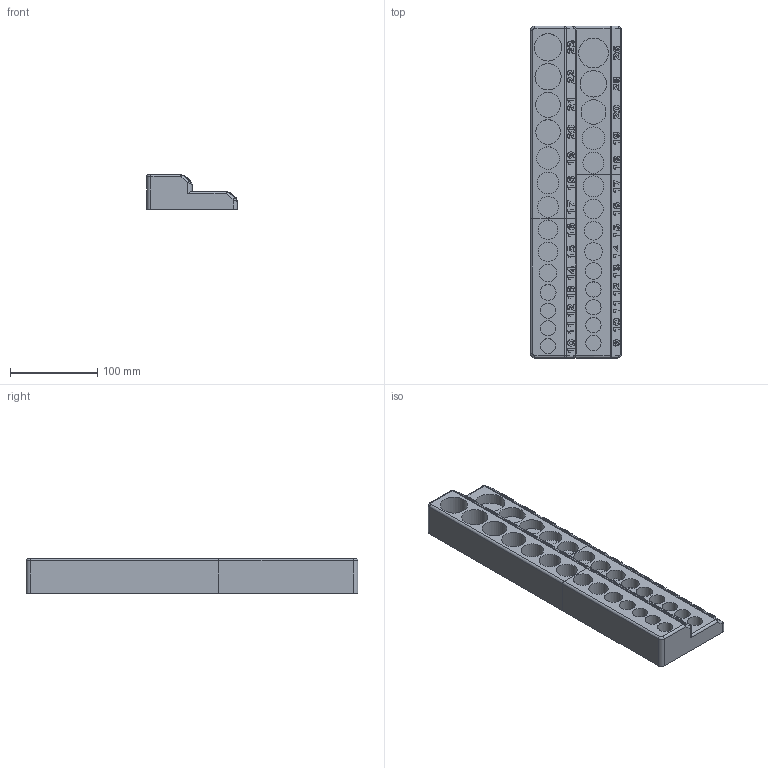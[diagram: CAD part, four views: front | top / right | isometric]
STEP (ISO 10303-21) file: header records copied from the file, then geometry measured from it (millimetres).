
FILE_DESCRIPTION(/* description */ (''),/* implementation_level */ '2;1');
FILE_NAME(/* name */ 'metric_3-8drive_deep+shallow.step',/* time_stamp */ '2021-03-22T14:32:35-05:00',/* author */ (''),/* organization */ (''),/* preprocessor_version */ 'ST-DEVELOPER v18.1',/* originating_system */ 'Autodesk Translation Framework v9.10.0.1330',/* authorisation */ '');
FILE_SCHEMA (('AUTOMOTIVE_DESIGN { 1 0 10303 214 3 1 1 }'));
Products named in the file (1): metric_3-8drive_deep+shallow
Bounding box: 104 x 380 x 40 mm (x, y, z)
Volume: 845903.5 mm3; surface area: 175272.7 mm2
Topology: 2 solids, 2 shells, 1374 faces, 3692 edges, 2453 vertices
Faces by surface type: bspline 885, plane 401, cylinder 84, sphere 4
Full cylindrical faces by diameter (mm): 9.625 x4, 12.4 x28, 17.25 x1, 17.3 x2, 17.4 x4, 18.25 x1, 18.8 x1, 20.05 x1, 20.25 x1, 21.3 x1, 22.3 x2, 22.35 x1, 23.8 x1, 23.95 x1, 24.05 x1, 24.85 x1, 25.95 x1, 26 x1, 27.9 x1, 28.2 x1, 28.35 x1, 29.95 x1, 30.4 x1, 31.35 x1, 34.15 x1
Entity records: 51143 total; most frequent: CARTESIAN_POINT 22613, ORIENTED_EDGE 7384, EDGE_CURVE 3692, DIRECTION 3084, VERTEX_POINT 2453, B_SPLINE_CURVE_WITH_KNOTS 1760, LINE 1760, VECTOR 1760
